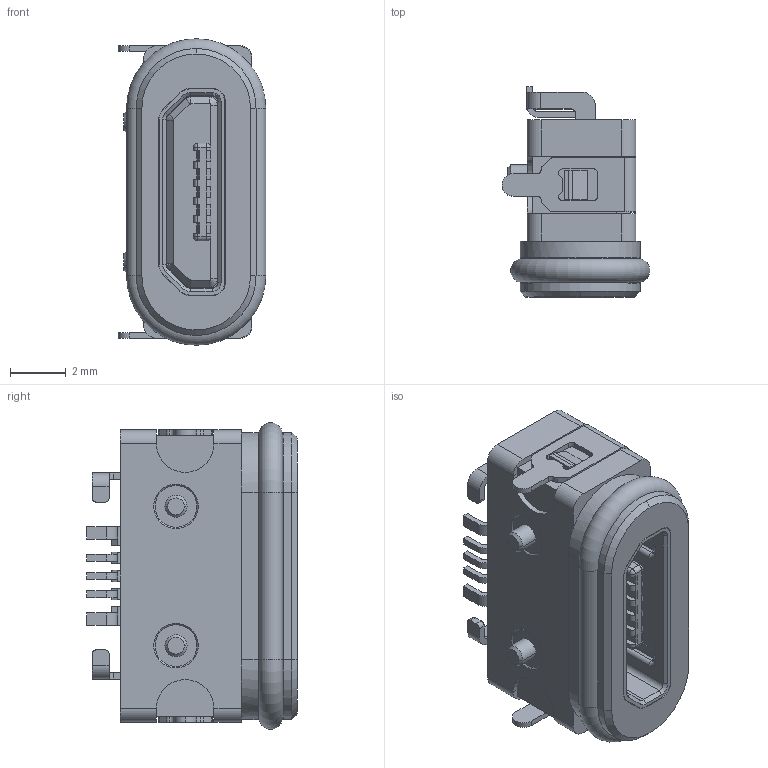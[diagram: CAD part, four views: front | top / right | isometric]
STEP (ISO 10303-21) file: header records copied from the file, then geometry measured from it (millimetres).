
FILE_DESCRIPTION (( 'STEP AP203' ), '1' );
FILE_NAME ('54-00283.STEP', '2021-06-16T21:53:15', ( '' ), ( '' ), 'SwSTEP 2.0', 'SolidWorks 2021', '' );
FILE_SCHEMA (( 'CONFIG_CONTROL_DESIGN' ));
Length unit declared in the file: millimetre
Products named in the file (4): MANIFOLD_SOLID_BREP_25295.stp; usb-1119ipx8-00.stp; MANIFOLD_SOLID_BREP_24929.stp; 54-00283
Assembly tree (3 placements, depth 3):
  54-00283
    usb-1119ipx8-00.stp
      MANIFOLD_SOLID_BREP_24929.stp
      MANIFOLD_SOLID_BREP_25295.stp
Bounding box: 5.3 x 7.55 x 11 mm (x, y, z)
Volume: 208.4 mm3; surface area: 769 mm2
Topology: 2 solids, 2 shells, 789 faces, 2159 edges, 1378 vertices
Faces by surface type: plane 491, cylinder 224, cone 50, sphere 12, torus 8, bspline 4
Entity records: 25749 total; most frequent: CARTESIAN_POINT 5379, ORIENTED_EDGE 4278, DIRECTION 4036, EDGE_CURVE 2139, LINE 1480, VECTOR 1480, VERTEX_POINT 1378, AXIS2_PLACEMENT_3D 1278
